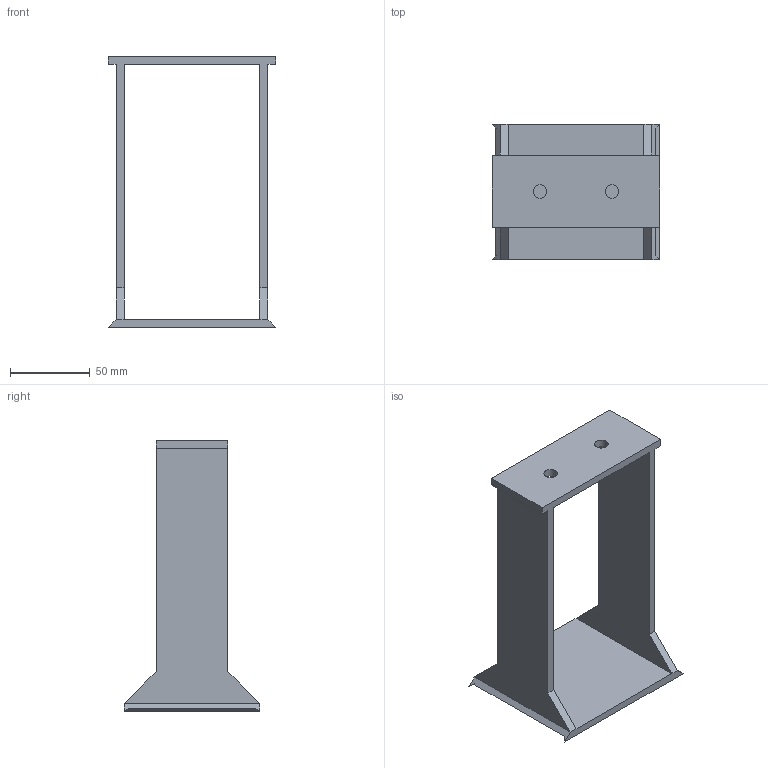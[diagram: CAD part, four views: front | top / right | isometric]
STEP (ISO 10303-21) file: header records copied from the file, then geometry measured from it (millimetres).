
FILE_DESCRIPTION (( 'STEP AP214' ), '1' );
FILE_NAME ('stand.STEP', '2025-07-18T19:56:25', ( '' ), ( '' ), 'SwSTEP 2.0', 'SolidWorks 2023', '' );
FILE_SCHEMA (( 'AUTOMOTIVE_DESIGN' ));
Length unit declared in the file: millimetre
Products named in the file (1): stand
Bounding box: 105 x 85 x 170 mm (x, y, z)
Volume: 124600 mm3; surface area: 62461.5 mm2
Topology: 1 solids, 1 shells, 29 faces, 77 edges, 48 vertices
Faces by surface type: plane 25, cylinder 4
Entity records: 917 total; most frequent: CARTESIAN_POINT 164, ORIENTED_EDGE 154, DIRECTION 142, EDGE_CURVE 77, VECTOR 66, LINE 66, VERTEX_POINT 48, AXIS2_PLACEMENT_3D 38
